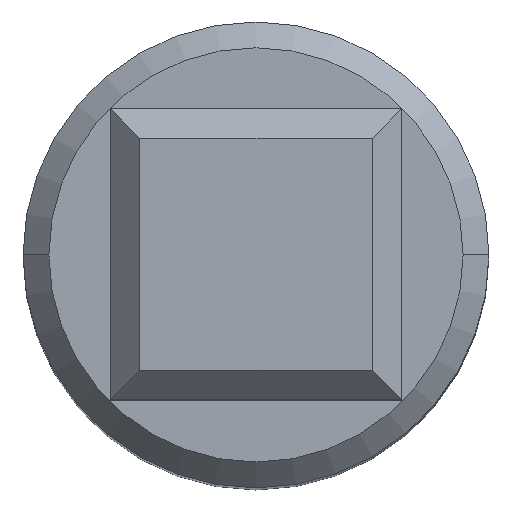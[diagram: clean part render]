
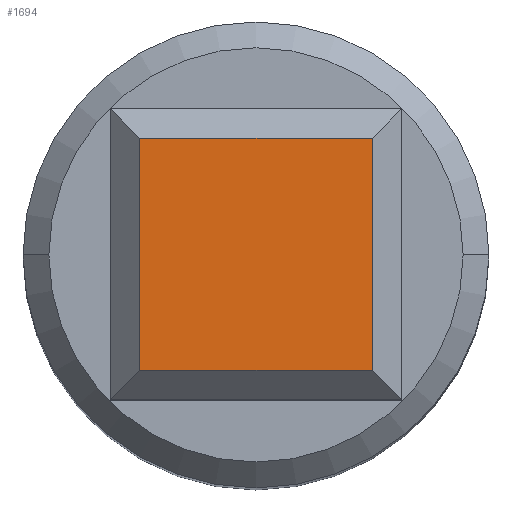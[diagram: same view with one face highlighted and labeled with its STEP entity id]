
A CAD part, top view. The second image highlights one B-rep face of the part: STEP entity #1694.
In plain terms, the highlighted planar face has unit normal (0, 0, 1).
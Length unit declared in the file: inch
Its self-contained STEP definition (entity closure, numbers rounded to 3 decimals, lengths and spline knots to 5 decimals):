
#44 = LINE ( 'NONE', #824, #1078 ) ;
#256 = EDGE_CURVE ( 'NONE', #1614, #912, #44, .T. ) ;
#324 = EDGE_LOOP ( 'NONE', ( #1723, #1196, #1431, #1684 ) ) ;
#368 = VECTOR ( 'NONE', #1668, 39.37008 ) ;
#422 = VERTEX_POINT ( 'NONE', #843 ) ;
#435 = LINE ( 'NONE', #1492, #1110 ) ;
#487 = CARTESIAN_POINT ( 'NONE',  ( 0.02624, -0.13608, 0.40075 ) ) ;
#620 = CARTESIAN_POINT ( 'NONE',  ( 0.10467, -0.13608, 0.40075 ) ) ;
#636 = EDGE_CURVE ( 'NONE', #1643, #1614, #1443, .T. ) ;
#745 = FACE_OUTER_BOUND ( 'NONE', #324, .T. ) ;
#795 = CARTESIAN_POINT ( 'NONE',  ( 0.10467, -0.05765, 0.40075 ) ) ;
#824 = CARTESIAN_POINT ( 'NONE',  ( 0.10467, -0.09686, 0.40075 ) ) ;
#833 = VECTOR ( 'NONE', #1370, 39.37008 ) ;
#843 = CARTESIAN_POINT ( 'NONE',  ( 0.02624, -0.05765, 0.40075 ) ) ;
#883 = DIRECTION ( 'NONE',  ( 0., 0., -1. ) ) ;
#902 = AXIS2_PLACEMENT_3D ( 'NONE', #1166, #883, #1181 ) ;
#912 = VERTEX_POINT ( 'NONE', #795 ) ;
#1022 = EDGE_CURVE ( 'NONE', #422, #1643, #435, .T. ) ;
#1078 = VECTOR ( 'NONE', #1265, 39.37008 ) ;
#1110 = VECTOR ( 'NONE', #1783, 39.37008 ) ;
#1166 = CARTESIAN_POINT ( 'NONE',  ( 0.06545, -0.09686, 0.40075 ) ) ;
#1181 = DIRECTION ( 'NONE',  ( -1., 0., 0. ) ) ;
#1196 = ORIENTED_EDGE ( 'NONE', *, *, #636, .T. ) ;
#1265 = DIRECTION ( 'NONE',  ( 0., 1., 0. ) ) ;
#1370 = DIRECTION ( 'NONE',  ( 1., 0., 0. ) ) ;
#1431 = ORIENTED_EDGE ( 'NONE', *, *, #256, .T. ) ;
#1443 = LINE ( 'NONE', #1804, #833 ) ;
#1492 = CARTESIAN_POINT ( 'NONE',  ( 0.02624, -0.09686, 0.40075 ) ) ;
#1506 = CARTESIAN_POINT ( 'NONE',  ( 0.06545, -0.05765, 0.40075 ) ) ;
#1614 = VERTEX_POINT ( 'NONE', #620 ) ;
#1643 = VERTEX_POINT ( 'NONE', #487 ) ;
#1651 = PLANE ( 'NONE',  #902 ) ;
#1668 = DIRECTION ( 'NONE',  ( -1., 0., 0. ) ) ;
#1684 = ORIENTED_EDGE ( 'NONE', *, *, #1795, .T. ) ;
#1694 = ADVANCED_FACE ( 'NONE', ( #745 ), #1651, .F. ) ;
#1723 = ORIENTED_EDGE ( 'NONE', *, *, #1022, .T. ) ;
#1738 = LINE ( 'NONE', #1506, #368 ) ;
#1783 = DIRECTION ( 'NONE',  ( 0., -1., 0. ) ) ;
#1795 = EDGE_CURVE ( 'NONE', #912, #422, #1738, .T. ) ;
#1804 = CARTESIAN_POINT ( 'NONE',  ( 0.06545, -0.13608, 0.40075 ) ) ;
